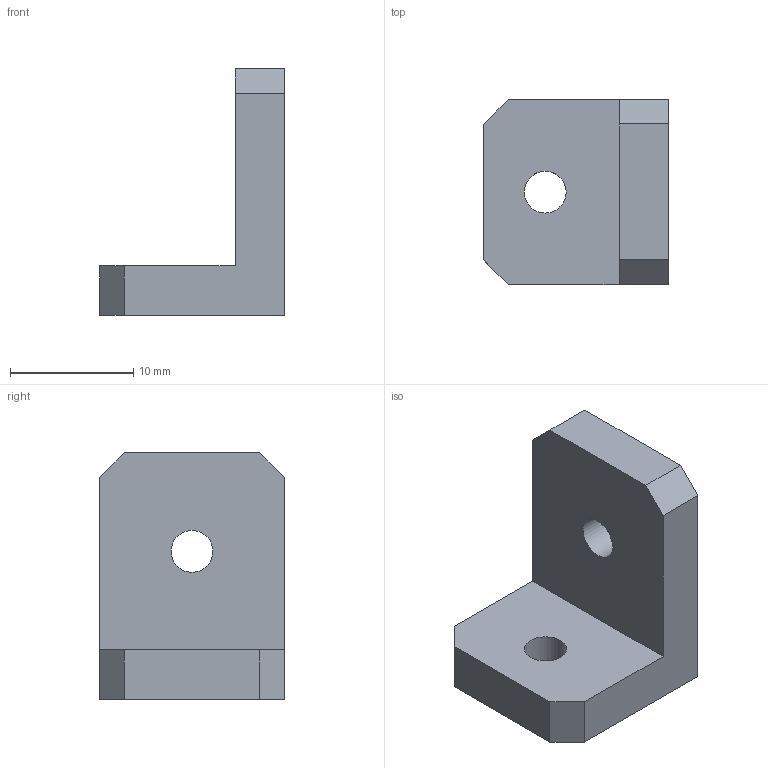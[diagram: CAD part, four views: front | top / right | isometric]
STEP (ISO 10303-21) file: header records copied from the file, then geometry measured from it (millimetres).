
FILE_DESCRIPTION(/* description */ ('STEP AP242','CAx-IF Rec.Pracs.---Representation and Presentation of Product Manufacturing Information (PMI)---4.0---2014-10-13','CAx-IF Rec.Pracs.---3D Tessellated Geometry---0.4---2014-09-14','2;1'),/* implementation_level */ '2;1');
FILE_NAME(/* name */ 'robot - equerre 15X20',/* time_stamp */ '2024-10-17T11:19:54Z',/* author */ (''),/* organization */ (''),/* preprocessor_version */ 'ST-DEVELOPER v20',/* originating_system */ ' ',/* authorisation */ ' ');
FILE_SCHEMA (('AP242_MANAGED_MODEL_BASED_3D_ENGINEERING_MIM_LF { 1 0 10303 442 1 1 4 }'));
Length unit declared in the file: metre
Products named in the file (1): equerre 15X20
Bounding box: 15 x 15 x 20 mm (x, y, z)
Volume: 1755.4 mm3; surface area: 1312.4 mm2
Topology: 1 solids, 1 shells, 14 faces, 36 edges, 24 vertices
Faces by surface type: plane 12, cylinder 2
Full cylindrical faces by diameter (mm): 3.4 x2
Entity records: 444 total; most frequent: CARTESIAN_POINT 73, ORIENTED_EDGE 68, DIRECTION 68, EDGE_CURVE 34, LINE 30, VECTOR 30, VERTEX_POINT 24, EDGE_LOOP 20
